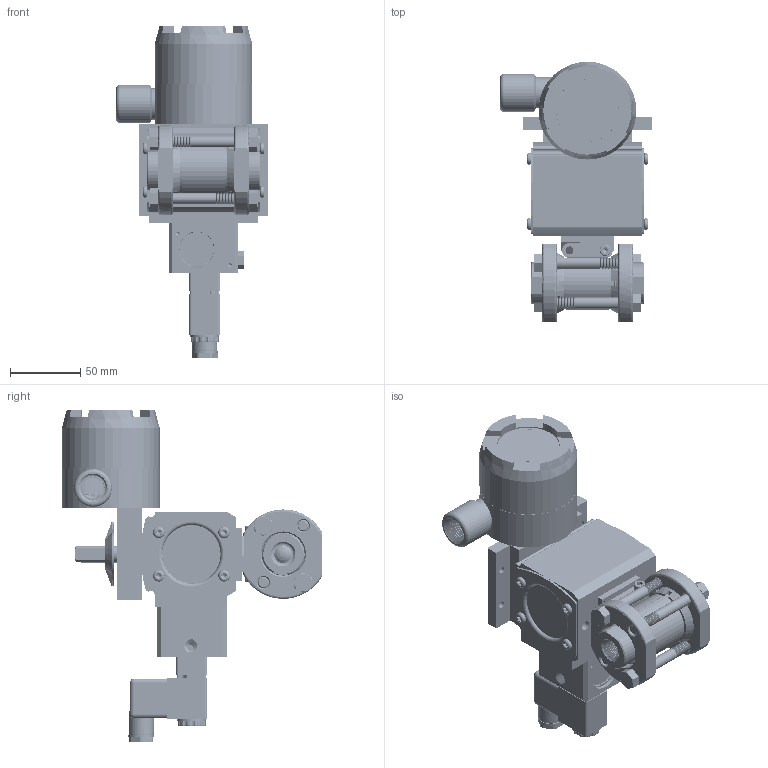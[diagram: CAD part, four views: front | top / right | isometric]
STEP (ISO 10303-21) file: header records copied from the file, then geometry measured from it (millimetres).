
FILE_DESCRIPTION (( 'STEP AP203' ), '1' );
FILE_NAME ('27XXSEFA512D4GPDSLS.step', '2018-09-05T12:30:56', ( '' ), ( '' ), 'SwSTEP 2.0', 'SolidWorks 2018', '' );
FILE_SCHEMA (( 'CONFIG_CONTROL_DESIGN' ));
Products named in the file (1): 27XXSEFA512D4GPDSLS
Bounding box: 107.71 x 184.85 x 235.74 mm (x, y, z)
Volume: 666875.7 mm3; surface area: 250991.7 mm2
Topology: 51 solids, 51 shells, 4675 faces, 12547 edges, 7989 vertices
Faces by surface type: cylinder 2082, cone 1428, plane 769, bspline 202, torus 188, sphere 6
Entity records: 234253 total; most frequent: CARTESIAN_POINT 121409, ORIENTED_EDGE 24738, DIRECTION 23306, EDGE_CURVE 12369, AXIS2_PLACEMENT_3D 9376, VERTEX_POINT 7985, EDGE_LOOP 5038, CIRCLE 4902
